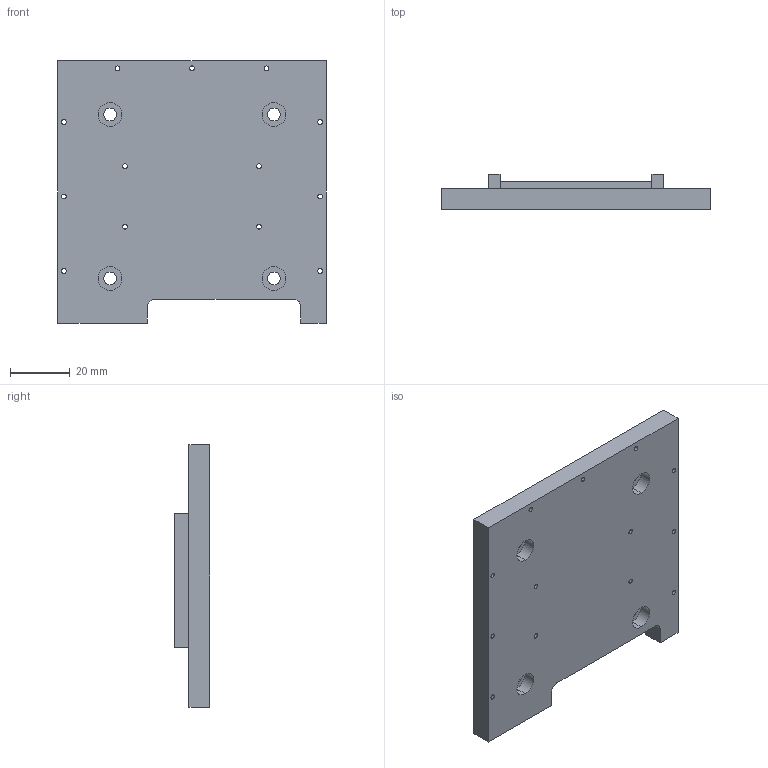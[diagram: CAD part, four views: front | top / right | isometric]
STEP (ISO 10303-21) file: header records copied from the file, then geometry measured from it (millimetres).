
FILE_DESCRIPTION (( 'STEP AP203' ), '1' );
FILE_NAME ('copperThermalMass.STEP', '2021-07-19T03:30:40', ( '' ), ( '' ), 'SwSTEP 2.0', 'SolidWorks 2020', '' );
FILE_SCHEMA (( 'CONFIG_CONTROL_DESIGN' ));
Length unit declared in the file: millimetre
Products named in the file (1): copperThermalMass
Bounding box: 90 x 11.75 x 88 mm (x, y, z)
Volume: 53891.7 mm3; surface area: 20045.5 mm2
Topology: 1 solids, 1 shells, 87 faces, 240 edges, 160 vertices
Faces by surface type: cylinder 52, plane 35
Entity records: 2963 total; most frequent: DIRECTION 520, CARTESIAN_POINT 488, ORIENTED_EDGE 480, EDGE_CURVE 240, AXIS2_PLACEMENT_3D 192, VERTEX_POINT 160, VECTOR 136, LINE 136
